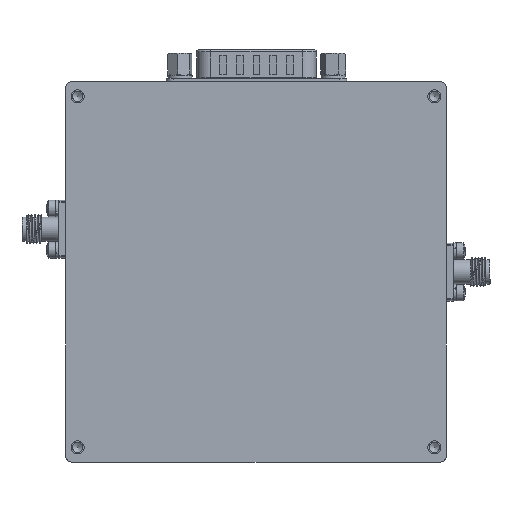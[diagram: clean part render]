
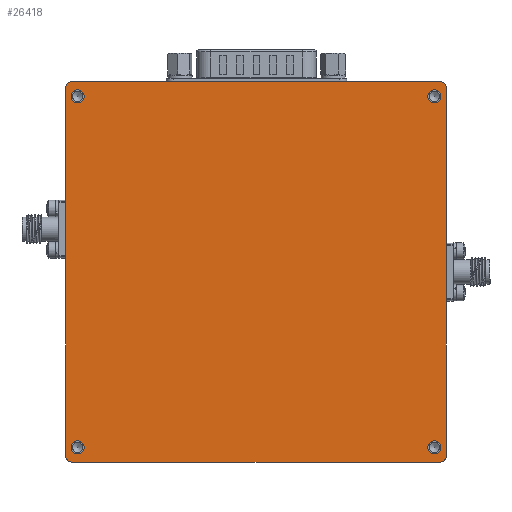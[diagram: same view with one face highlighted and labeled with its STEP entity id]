
A CAD part, front view. The second image highlights one B-rep face of the part: STEP entity #26418.
In plain terms, the highlighted planar face has unit normal (0, -1, 0).
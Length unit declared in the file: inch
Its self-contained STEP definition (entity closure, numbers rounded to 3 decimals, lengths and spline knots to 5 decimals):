
#503 = AXIS2_PLACEMENT_3D ( 'NONE', #46013, #31856, #51573 ) ;
#854 = ORIENTED_EDGE ( 'NONE', *, *, #18959, .F. ) ;
#1273 = DIRECTION ( 'NONE',  ( -1., 0., 0. ) ) ;
#2137 = LINE ( 'NONE', #42877, #17987 ) ;
#2175 = EDGE_LOOP ( 'NONE', ( #52919 ) ) ;
#3209 = CIRCLE ( 'NONE', #47282, 0.05 ) ;
#3659 = DIRECTION ( 'NONE',  ( 0., 0., -1. ) ) ;
#4521 = CARTESIAN_POINT ( 'NONE',  ( 1.575, -0.84, -1.625 ) ) ;
#4773 = ORIENTED_EDGE ( 'NONE', *, *, #43465, .F. ) ;
#4813 = ORIENTED_EDGE ( 'NONE', *, *, #11455, .F. ) ;
#4953 = ORIENTED_EDGE ( 'NONE', *, *, #56189, .F. ) ;
#6537 = DIRECTION ( 'NONE',  ( 0., -1., 0. ) ) ;
#8713 = VERTEX_POINT ( 'NONE', #24753 ) ;
#8798 = CARTESIAN_POINT ( 'NONE',  ( -1.575, -0.84, 1.575 ) ) ;
#9590 = DIRECTION ( 'NONE',  ( 1., 0., 0. ) ) ;
#9667 = EDGE_CURVE ( 'NONE', #9964, #9964, #60163, .T. ) ;
#9881 = DIRECTION ( 'NONE',  ( 0., 0., -1. ) ) ;
#9906 = VERTEX_POINT ( 'NONE', #4521 ) ;
#9964 = VERTEX_POINT ( 'NONE', #43525 ) ;
#10337 = VECTOR ( 'NONE', #9590, 39.37008 ) ;
#10901 = DIRECTION ( 'NONE',  ( 0., 0., -1. ) ) ;
#11455 = EDGE_CURVE ( 'NONE', #34297, #34297, #62123, .T. ) ;
#11611 = FACE_BOUND ( 'NONE', #27395, .T. ) ;
#12229 = AXIS2_PLACEMENT_3D ( 'NONE', #62326, #17333, #59020 ) ;
#12827 = CARTESIAN_POINT ( 'NONE',  ( -1.625, -0.84, -1.575 ) ) ;
#13365 = VERTEX_POINT ( 'NONE', #31786 ) ;
#14273 = CARTESIAN_POINT ( 'NONE',  ( -1.575, -0.84, 1.625 ) ) ;
#14384 = CARTESIAN_POINT ( 'NONE',  ( -1.575, -0.84, -1.625 ) ) ;
#15177 = CARTESIAN_POINT ( 'NONE',  ( 1.625, -0.84, -1.575 ) ) ;
#16780 = VERTEX_POINT ( 'NONE', #15177 ) ;
#16910 = EDGE_CURVE ( 'NONE', #23807, #23807, #26569, .T. ) ;
#17333 = DIRECTION ( 'NONE',  ( 0., 1., 0. ) ) ;
#17987 = VECTOR ( 'NONE', #21850, 39.37008 ) ;
#18959 = EDGE_CURVE ( 'NONE', #13365, #42427, #23616, .T. ) ;
#19128 = LINE ( 'NONE', #30232, #10337 ) ;
#19325 = DIRECTION ( 'NONE',  ( 0., 0., 1. ) ) ;
#20380 = DIRECTION ( 'NONE',  ( 0., -1., 0. ) ) ;
#21752 = FACE_OUTER_BOUND ( 'NONE', #32051, .T. ) ;
#21850 = DIRECTION ( 'NONE',  ( 0., 0., -1. ) ) ;
#22686 = EDGE_CURVE ( 'NONE', #29061, #8713, #59473, .T. ) ;
#23616 = CIRCLE ( 'NONE', #44617, 0.05 ) ;
#23807 = VERTEX_POINT ( 'NONE', #29034 ) ;
#23909 = EDGE_LOOP ( 'NONE', ( #38043 ) ) ;
#24753 = CARTESIAN_POINT ( 'NONE',  ( 1.625, -0.84, 1.575 ) ) ;
#25962 = EDGE_CURVE ( 'NONE', #16780, #9906, #38319, .T. ) ;
#26418 = ADVANCED_FACE ( 'NONE', ( #56657, #32257, #11611, #51638, #21752 ), #41804, .T. ) ;
#26569 = CIRCLE ( 'NONE', #61277, 0.056 ) ;
#26602 = DIRECTION ( 'NONE',  ( 0., 0., -1. ) ) ;
#27363 = CARTESIAN_POINT ( 'NONE',  ( 1.525, -0.84, -1.556 ) ) ;
#27395 = EDGE_LOOP ( 'NONE', ( #4813 ) ) ;
#29034 = CARTESIAN_POINT ( 'NONE',  ( -1.525, -0.84, 1.444 ) ) ;
#29061 = VERTEX_POINT ( 'NONE', #62450 ) ;
#29663 = EDGE_CURVE ( 'NONE', #64956, #13365, #38586, .T. ) ;
#30232 = CARTESIAN_POINT ( 'NONE',  ( -1.575, -0.84, 1.625 ) ) ;
#31213 = EDGE_CURVE ( 'NONE', #62555, #62555, #32635, .T. ) ;
#31786 = CARTESIAN_POINT ( 'NONE',  ( -1.625, -0.84, 1.575 ) ) ;
#31856 = DIRECTION ( 'NONE',  ( 0., 1., 0. ) ) ;
#32051 = EDGE_LOOP ( 'NONE', ( #51046, #61379, #52676, #4953, #854, #40737, #4773, #47180 ) ) ;
#32257 = FACE_BOUND ( 'NONE', #2175, .T. ) ;
#32329 = CARTESIAN_POINT ( 'NONE',  ( -1.625, -0.84, -1.575 ) ) ;
#32635 = CIRCLE ( 'NONE', #58968, 0.056 ) ;
#33748 = AXIS2_PLACEMENT_3D ( 'NONE', #43442, #20380, #9881 ) ;
#34297 = VERTEX_POINT ( 'NONE', #44481 ) ;
#36516 = CARTESIAN_POINT ( 'NONE',  ( 1.525, -0.84, -1.5 ) ) ;
#38043 = ORIENTED_EDGE ( 'NONE', *, *, #31213, .F. ) ;
#38319 = CIRCLE ( 'NONE', #503, 0.05 ) ;
#38586 = LINE ( 'NONE', #32329, #64029 ) ;
#40173 = DIRECTION ( 'NONE',  ( 0., -1., 0. ) ) ;
#40581 = VERTEX_POINT ( 'NONE', #14384 ) ;
#40737 = ORIENTED_EDGE ( 'NONE', *, *, #29663, .F. ) ;
#40758 = LINE ( 'NONE', #50889, #61794 ) ;
#41804 = PLANE ( 'NONE',  #55196 ) ;
#42427 = VERTEX_POINT ( 'NONE', #14273 ) ;
#42877 = CARTESIAN_POINT ( 'NONE',  ( 1.625, -0.84, -1.575 ) ) ;
#43130 = CARTESIAN_POINT ( 'NONE',  ( 1.575, -0.84, -1.575 ) ) ;
#43442 = CARTESIAN_POINT ( 'NONE',  ( 1.525, -0.84, 1.5 ) ) ;
#43465 = EDGE_CURVE ( 'NONE', #40581, #64956, #3209, .T. ) ;
#43525 = CARTESIAN_POINT ( 'NONE',  ( -1.525, -0.84, -1.556 ) ) ;
#44481 = CARTESIAN_POINT ( 'NONE',  ( 1.525, -0.84, 1.444 ) ) ;
#44617 = AXIS2_PLACEMENT_3D ( 'NONE', #8798, #64097, #19325 ) ;
#45089 = DIRECTION ( 'NONE',  ( 0., 1., 0. ) ) ;
#46013 = CARTESIAN_POINT ( 'NONE',  ( 1.575, -0.84, -1.575 ) ) ;
#47180 = ORIENTED_EDGE ( 'NONE', *, *, #51461, .F. ) ;
#47282 = AXIS2_PLACEMENT_3D ( 'NONE', #55311, #45089, #49995 ) ;
#48512 = EDGE_LOOP ( 'NONE', ( #62636 ) ) ;
#49995 = DIRECTION ( 'NONE',  ( 0., 0., 1. ) ) ;
#50889 = CARTESIAN_POINT ( 'NONE',  ( -1.575, -0.84, -1.625 ) ) ;
#51046 = ORIENTED_EDGE ( 'NONE', *, *, #25962, .F. ) ;
#51461 = EDGE_CURVE ( 'NONE', #9906, #40581, #40758, .T. ) ;
#51548 = CARTESIAN_POINT ( 'NONE',  ( -1.525, -0.84, 1.5 ) ) ;
#51573 = DIRECTION ( 'NONE',  ( 0., 0., -1. ) ) ;
#51638 = FACE_BOUND ( 'NONE', #23909, .T. ) ;
#52676 = ORIENTED_EDGE ( 'NONE', *, *, #22686, .F. ) ;
#52919 = ORIENTED_EDGE ( 'NONE', *, *, #16910, .F. ) ;
#53172 = EDGE_CURVE ( 'NONE', #8713, #16780, #2137, .T. ) ;
#53389 = CARTESIAN_POINT ( 'NONE',  ( -1.525, -0.84, -1.5 ) ) ;
#53947 = DIRECTION ( 'NONE',  ( 0., -1., 0. ) ) ;
#55196 = AXIS2_PLACEMENT_3D ( 'NONE', #43130, #53947, #3659 ) ;
#55311 = CARTESIAN_POINT ( 'NONE',  ( -1.575, -0.84, -1.575 ) ) ;
#56189 = EDGE_CURVE ( 'NONE', #42427, #29061, #19128, .T. ) ;
#56657 = FACE_BOUND ( 'NONE', #48512, .T. ) ;
#57024 = AXIS2_PLACEMENT_3D ( 'NONE', #53389, #64595, #63623 ) ;
#58655 = DIRECTION ( 'NONE',  ( 0., 0., 1. ) ) ;
#58968 = AXIS2_PLACEMENT_3D ( 'NONE', #36516, #40173, #10901 ) ;
#59020 = DIRECTION ( 'NONE',  ( 0., 0., 1. ) ) ;
#59473 = CIRCLE ( 'NONE', #12229, 0.05 ) ;
#60163 = CIRCLE ( 'NONE', #57024, 0.056 ) ;
#61277 = AXIS2_PLACEMENT_3D ( 'NONE', #51548, #6537, #26602 ) ;
#61379 = ORIENTED_EDGE ( 'NONE', *, *, #53172, .F. ) ;
#61794 = VECTOR ( 'NONE', #1273, 39.37008 ) ;
#62123 = CIRCLE ( 'NONE', #33748, 0.056 ) ;
#62326 = CARTESIAN_POINT ( 'NONE',  ( 1.575, -0.84, 1.575 ) ) ;
#62450 = CARTESIAN_POINT ( 'NONE',  ( 1.575, -0.84, 1.625 ) ) ;
#62555 = VERTEX_POINT ( 'NONE', #27363 ) ;
#62636 = ORIENTED_EDGE ( 'NONE', *, *, #9667, .F. ) ;
#63623 = DIRECTION ( 'NONE',  ( 0., 0., -1. ) ) ;
#64029 = VECTOR ( 'NONE', #58655, 39.37008 ) ;
#64097 = DIRECTION ( 'NONE',  ( 0., 1., 0. ) ) ;
#64595 = DIRECTION ( 'NONE',  ( 0., -1., 0. ) ) ;
#64956 = VERTEX_POINT ( 'NONE', #12827 ) ;
